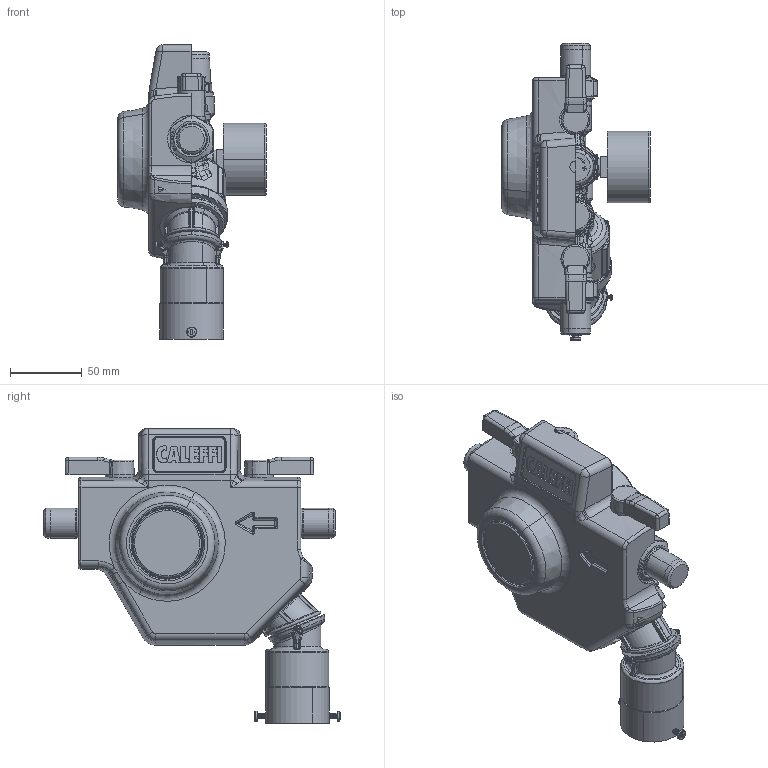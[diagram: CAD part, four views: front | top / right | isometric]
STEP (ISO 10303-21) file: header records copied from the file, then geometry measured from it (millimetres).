
FILE_DESCRIPTION(('CATIA V5 STEP Exchange','CAx-IF Rec.Pracs.--- Model Styling and Organization---1.5--- 2016-08-15','CAx-IF Rec.Pracs.---Supplemental Geometry---1.0---2011-11-01','CAx-IF Rec.Pracs.--- Composite Materials ---3.4---2017-06-13','CAx-IF Rec.Pracs.---Tessellated 3D Geometry---1.0---2015-12-17'),'2;1');
FILE_NAME('STEP_580011_-_TST.stp','2025-01-17T13:52:35+00:00',('none'),('none'),'CATIA Version 5-6 Release 2020 SP5','CATIA V5 STEP AP242 v2','none');
FILE_SCHEMA(('AP242_MANAGED_MODEL_BASED_3D_ENGINEERING_MIM_LF {1 0 10303 442 1 1 4}'));
Products named in the file (1): 580011 - TST
Bounding box: 103.5 x 206.62 x 205.11 mm (x, y, z)
Volume: 1004685.9 mm3; surface area: 155819.7 mm2
Topology: 9 solids, 14 shells, 3873 faces, 9328 edges, 5394 vertices
Faces by surface type: bspline 1959, plane 689, cylinder 587, torus 260, cone 246, sphere 95, extrusion 32, revolution 5
Entity records: 283444 total; most frequent: CARTESIAN_POINT 214477, ORIENTED_EDGE 18338, EDGE_CURVE 9169, B_SPLINE_CURVE_WITH_KNOTS 6073, DIRECTION 6006, VERTEX_POINT 5394, EDGE_LOOP 3957, ADVANCED_FACE 3873
